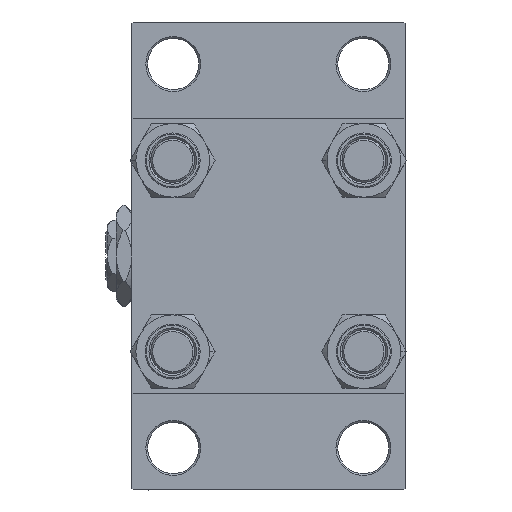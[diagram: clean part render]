
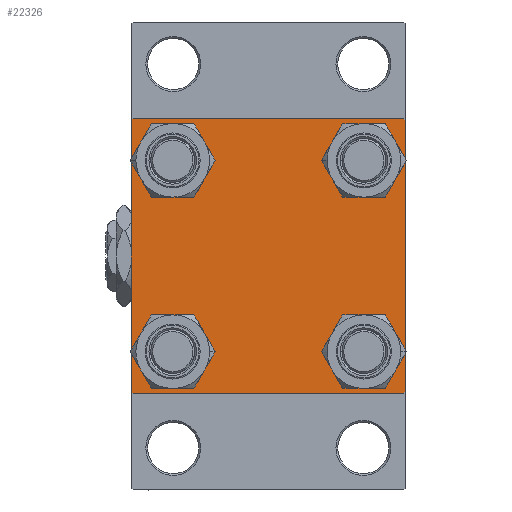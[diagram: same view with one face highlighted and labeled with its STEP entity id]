
A CAD part, left-side view. The second image highlights one B-rep face of the part: STEP entity #22326.
In plain terms, the highlighted planar face has unit normal (-1, 0, 0).
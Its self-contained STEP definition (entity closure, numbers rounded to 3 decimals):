
#137 = VERTEX_POINT ( 'NONE', #29530 ) ;
#379 = VECTOR ( 'NONE', #17216, 1000. ) ;
#418 = CARTESIAN_POINT ( 'NONE',  ( 0., 37.5, 37.5 ) ) ;
#799 = EDGE_CURVE ( 'NONE', #35859, #1172, #4853, .T. ) ;
#1172 = VERTEX_POINT ( 'NONE', #34988 ) ;
#1316 = AXIS2_PLACEMENT_3D ( 'NONE', #7239, #48630, #3250 ) ;
#1474 = DIRECTION ( 'NONE',  ( 1., 0., 0. ) ) ;
#1647 = EDGE_LOOP ( 'NONE', ( #5247, #26762 ) ) ;
#1794 = CARTESIAN_POINT ( 'NONE',  ( 0., 37.5, -37. ) ) ;
#2087 = FACE_OUTER_BOUND ( 'NONE', #10932, .T. ) ;
#3183 = VECTOR ( 'NONE', #31552, 1000. ) ;
#3196 = CARTESIAN_POINT ( 'NONE',  ( 0., -37.5, 37.5 ) ) ;
#3240 = ORIENTED_EDGE ( 'NONE', *, *, #32014, .T. ) ;
#3250 = DIRECTION ( 'NONE',  ( 0., 0., 1. ) ) ;
#3560 = DIRECTION ( 'NONE',  ( 0., 0., 1. ) ) ;
#3603 = EDGE_CURVE ( 'NONE', #1172, #7741, #13011, .T. ) ;
#3916 = VERTEX_POINT ( 'NONE', #36559 ) ;
#3925 = AXIS2_PLACEMENT_3D ( 'NONE', #17150, #21637, #10159 ) ;
#4207 = CARTESIAN_POINT ( 'NONE',  ( 0., 37.25, -37.25 ) ) ;
#4809 = VERTEX_POINT ( 'NONE', #45286 ) ;
#4853 = LINE ( 'NONE', #35042, #3183 ) ;
#5247 = ORIENTED_EDGE ( 'NONE', *, *, #35997, .T. ) ;
#5510 = CIRCLE ( 'NONE', #11073, 6.5 ) ;
#5705 = ORIENTED_EDGE ( 'NONE', *, *, #799, .T. ) ;
#5939 = CARTESIAN_POINT ( 'NONE',  ( 0., -26.15, 19.65 ) ) ;
#6271 = CARTESIAN_POINT ( 'NONE',  ( 0., 37., -37.5 ) ) ;
#6329 = EDGE_CURVE ( 'NONE', #18585, #4809, #14802, .T. ) ;
#6690 = CIRCLE ( 'NONE', #34559, 6.5 ) ;
#6731 = VERTEX_POINT ( 'NONE', #17821 ) ;
#6817 = CARTESIAN_POINT ( 'NONE',  ( 0., -26.15, -26.15 ) ) ;
#6982 = CARTESIAN_POINT ( 'NONE',  ( 0., 26.15, 19.65 ) ) ;
#7239 = CARTESIAN_POINT ( 'NONE',  ( 0., 26.15, 26.15 ) ) ;
#7741 = VERTEX_POINT ( 'NONE', #39219 ) ;
#7799 = CIRCLE ( 'NONE', #1316, 6.5 ) ;
#8063 = AXIS2_PLACEMENT_3D ( 'NONE', #26881, #19169, #42815 ) ;
#8103 = VECTOR ( 'NONE', #37104, 1000. ) ;
#8564 = VECTOR ( 'NONE', #42355, 1000. ) ;
#8710 = LINE ( 'NONE', #4207, #8564 ) ;
#8722 = CIRCLE ( 'NONE', #3925, 6.5 ) ;
#9581 = VERTEX_POINT ( 'NONE', #36295 ) ;
#9688 = CARTESIAN_POINT ( 'NONE',  ( 0., 37.5, 37. ) ) ;
#10159 = DIRECTION ( 'NONE',  ( 0., 0., 1. ) ) ;
#10396 = ORIENTED_EDGE ( 'NONE', *, *, #14046, .T. ) ;
#10932 = EDGE_LOOP ( 'NONE', ( #11052, #28504, #5705, #42491, #17459, #33182, #37709, #36875 ) ) ;
#10975 = EDGE_LOOP ( 'NONE', ( #10396, #3240 ) ) ;
#11052 = ORIENTED_EDGE ( 'NONE', *, *, #33760, .T. ) ;
#11073 = AXIS2_PLACEMENT_3D ( 'NONE', #41457, #26506, #3560 ) ;
#12704 = DIRECTION ( 'NONE',  ( 0., 0., 1. ) ) ;
#12960 = CARTESIAN_POINT ( 'NONE',  ( 0., -26.15, 26.15 ) ) ;
#13011 = LINE ( 'NONE', #32209, #27978 ) ;
#13070 = CIRCLE ( 'NONE', #19430, 6.5 ) ;
#14025 = EDGE_CURVE ( 'NONE', #9581, #6731, #6690, .T. ) ;
#14046 = EDGE_CURVE ( 'NONE', #48735, #16970, #13070, .T. ) ;
#14187 = EDGE_LOOP ( 'NONE', ( #16059, #21523 ) ) ;
#14796 = VERTEX_POINT ( 'NONE', #1794 ) ;
#14802 = CIRCLE ( 'NONE', #21993, 6.5 ) ;
#15103 = EDGE_CURVE ( 'NONE', #3916, #15684, #32338, .T. ) ;
#15161 = VECTOR ( 'NONE', #38068, 1000. ) ;
#15684 = VERTEX_POINT ( 'NONE', #21512 ) ;
#15897 = EDGE_CURVE ( 'NONE', #35850, #43340, #48111, .T. ) ;
#16059 = ORIENTED_EDGE ( 'NONE', *, *, #30541, .T. ) ;
#16896 = CARTESIAN_POINT ( 'NONE',  ( 0., 26.15, 26.15 ) ) ;
#16970 = VERTEX_POINT ( 'NONE', #5939 ) ;
#17150 = CARTESIAN_POINT ( 'NONE',  ( 0., -26.15, 26.15 ) ) ;
#17216 = DIRECTION ( 'NONE',  ( 0., 0.707, -0.707 ) ) ;
#17298 = CARTESIAN_POINT ( 'NONE',  ( 0., 0., 0. ) ) ;
#17459 = ORIENTED_EDGE ( 'NONE', *, *, #47120, .F. ) ;
#17821 = CARTESIAN_POINT ( 'NONE',  ( 0., -26.15, -32.65 ) ) ;
#17824 = DIRECTION ( 'NONE',  ( 0., 0., 1. ) ) ;
#18042 = FACE_BOUND ( 'NONE', #10975, .T. ) ;
#18227 = VECTOR ( 'NONE', #36094, 1000. ) ;
#18585 = VERTEX_POINT ( 'NONE', #6982 ) ;
#19169 = DIRECTION ( 'NONE',  ( 1., 0., 0. ) ) ;
#19430 = AXIS2_PLACEMENT_3D ( 'NONE', #12960, #35632, #12704 ) ;
#20816 = CIRCLE ( 'NONE', #8063, 6.5 ) ;
#21512 = CARTESIAN_POINT ( 'NONE',  ( 0., -37., 37.5 ) ) ;
#21523 = ORIENTED_EDGE ( 'NONE', *, *, #49248, .T. ) ;
#21637 = DIRECTION ( 'NONE',  ( 1., 0., 0. ) ) ;
#21865 = EDGE_CURVE ( 'NONE', #14796, #35859, #8710, .T. ) ;
#21993 = AXIS2_PLACEMENT_3D ( 'NONE', #16896, #36079, #39320 ) ;
#22326 = ADVANCED_FACE ( 'NONE', ( #18042, #29025, #33257, #37219, #2087 ), #32774, .T. ) ;
#23608 = EDGE_LOOP ( 'NONE', ( #27167, #40804 ) ) ;
#23771 = CIRCLE ( 'NONE', #42864, 6.5 ) ;
#24015 = CARTESIAN_POINT ( 'NONE',  ( 0., -26.15, 32.65 ) ) ;
#24579 = EDGE_CURVE ( 'NONE', #35850, #15684, #35599, .T. ) ;
#25347 = CARTESIAN_POINT ( 'NONE',  ( 0., 26.15, -19.65 ) ) ;
#25539 = DIRECTION ( 'NONE',  ( 1., 0., 0. ) ) ;
#26506 = DIRECTION ( 'NONE',  ( 1., 0., 0. ) ) ;
#26762 = ORIENTED_EDGE ( 'NONE', *, *, #6329, .T. ) ;
#26881 = CARTESIAN_POINT ( 'NONE',  ( 0., 26.15, -26.15 ) ) ;
#27167 = ORIENTED_EDGE ( 'NONE', *, *, #14025, .T. ) ;
#27978 = VECTOR ( 'NONE', #43884, 1000. ) ;
#28225 = CARTESIAN_POINT ( 'NONE',  ( 0., 37., 37.5 ) ) ;
#28504 = ORIENTED_EDGE ( 'NONE', *, *, #21865, .T. ) ;
#29025 = FACE_BOUND ( 'NONE', #23608, .T. ) ;
#29268 = DIRECTION ( 'NONE',  ( -1., 0., 0. ) ) ;
#29530 = CARTESIAN_POINT ( 'NONE',  ( 0., 26.15, -32.65 ) ) ;
#30541 = EDGE_CURVE ( 'NONE', #36560, #137, #5510, .T. ) ;
#31552 = DIRECTION ( 'NONE',  ( 0., -1., 0. ) ) ;
#31905 = CARTESIAN_POINT ( 'NONE',  ( 0., -26.15, -26.15 ) ) ;
#32014 = EDGE_CURVE ( 'NONE', #16970, #48735, #8722, .T. ) ;
#32209 = CARTESIAN_POINT ( 'NONE',  ( 0., -37.25, -37.25 ) ) ;
#32338 = LINE ( 'NONE', #39805, #34596 ) ;
#32774 = PLANE ( 'NONE',  #48387 ) ;
#33182 = ORIENTED_EDGE ( 'NONE', *, *, #15103, .T. ) ;
#33257 = FACE_BOUND ( 'NONE', #14187, .T. ) ;
#33760 = EDGE_CURVE ( 'NONE', #43340, #14796, #41064, .T. ) ;
#34559 = AXIS2_PLACEMENT_3D ( 'NONE', #31905, #1474, #47328 ) ;
#34596 = VECTOR ( 'NONE', #35577, 1000. ) ;
#34988 = CARTESIAN_POINT ( 'NONE',  ( 0., -37., -37.5 ) ) ;
#35042 = CARTESIAN_POINT ( 'NONE',  ( 0., 37.5, -37.5 ) ) ;
#35577 = DIRECTION ( 'NONE',  ( 0., 0.707, 0.707 ) ) ;
#35599 = LINE ( 'NONE', #43544, #18227 ) ;
#35632 = DIRECTION ( 'NONE',  ( 1., 0., 0. ) ) ;
#35850 = VERTEX_POINT ( 'NONE', #28225 ) ;
#35859 = VERTEX_POINT ( 'NONE', #6271 ) ;
#35997 = EDGE_CURVE ( 'NONE', #4809, #18585, #7799, .T. ) ;
#36079 = DIRECTION ( 'NONE',  ( 1., 0., 0. ) ) ;
#36094 = DIRECTION ( 'NONE',  ( 0., -1., 0. ) ) ;
#36295 = CARTESIAN_POINT ( 'NONE',  ( 0., -26.15, -19.65 ) ) ;
#36559 = CARTESIAN_POINT ( 'NONE',  ( 0., -37.5, 37. ) ) ;
#36560 = VERTEX_POINT ( 'NONE', #25347 ) ;
#36872 = LINE ( 'NONE', #3196, #8103 ) ;
#36875 = ORIENTED_EDGE ( 'NONE', *, *, #15897, .T. ) ;
#36896 = CARTESIAN_POINT ( 'NONE',  ( 0., 37.25, 37.25 ) ) ;
#37104 = DIRECTION ( 'NONE',  ( 0., 0., -1. ) ) ;
#37219 = FACE_BOUND ( 'NONE', #1647, .T. ) ;
#37709 = ORIENTED_EDGE ( 'NONE', *, *, #24579, .F. ) ;
#38068 = DIRECTION ( 'NONE',  ( 0., 0., -1. ) ) ;
#39219 = CARTESIAN_POINT ( 'NONE',  ( 0., -37.5, -37. ) ) ;
#39320 = DIRECTION ( 'NONE',  ( 0., 0., 1. ) ) ;
#39805 = CARTESIAN_POINT ( 'NONE',  ( 0., -37.25, 37.25 ) ) ;
#40299 = EDGE_CURVE ( 'NONE', #6731, #9581, #23771, .T. ) ;
#40804 = ORIENTED_EDGE ( 'NONE', *, *, #40299, .T. ) ;
#41064 = LINE ( 'NONE', #418, #15161 ) ;
#41457 = CARTESIAN_POINT ( 'NONE',  ( 0., 26.15, -26.15 ) ) ;
#42355 = DIRECTION ( 'NONE',  ( 0., -0.707, -0.707 ) ) ;
#42491 = ORIENTED_EDGE ( 'NONE', *, *, #3603, .T. ) ;
#42815 = DIRECTION ( 'NONE',  ( 0., 0., 1. ) ) ;
#42864 = AXIS2_PLACEMENT_3D ( 'NONE', #6817, #25539, #17824 ) ;
#43340 = VERTEX_POINT ( 'NONE', #9688 ) ;
#43544 = CARTESIAN_POINT ( 'NONE',  ( 0., 37.5, 37.5 ) ) ;
#43884 = DIRECTION ( 'NONE',  ( 0., -0.707, 0.707 ) ) ;
#45286 = CARTESIAN_POINT ( 'NONE',  ( 0., 26.15, 32.65 ) ) ;
#47120 = EDGE_CURVE ( 'NONE', #3916, #7741, #36872, .T. ) ;
#47328 = DIRECTION ( 'NONE',  ( 0., 0., 1. ) ) ;
#48111 = LINE ( 'NONE', #36896, #379 ) ;
#48387 = AXIS2_PLACEMENT_3D ( 'NONE', #17298, #29268, #48442 ) ;
#48442 = DIRECTION ( 'NONE',  ( 0., 0., 1. ) ) ;
#48630 = DIRECTION ( 'NONE',  ( 1., 0., 0. ) ) ;
#48735 = VERTEX_POINT ( 'NONE', #24015 ) ;
#49248 = EDGE_CURVE ( 'NONE', #137, #36560, #20816, .T. ) ;
